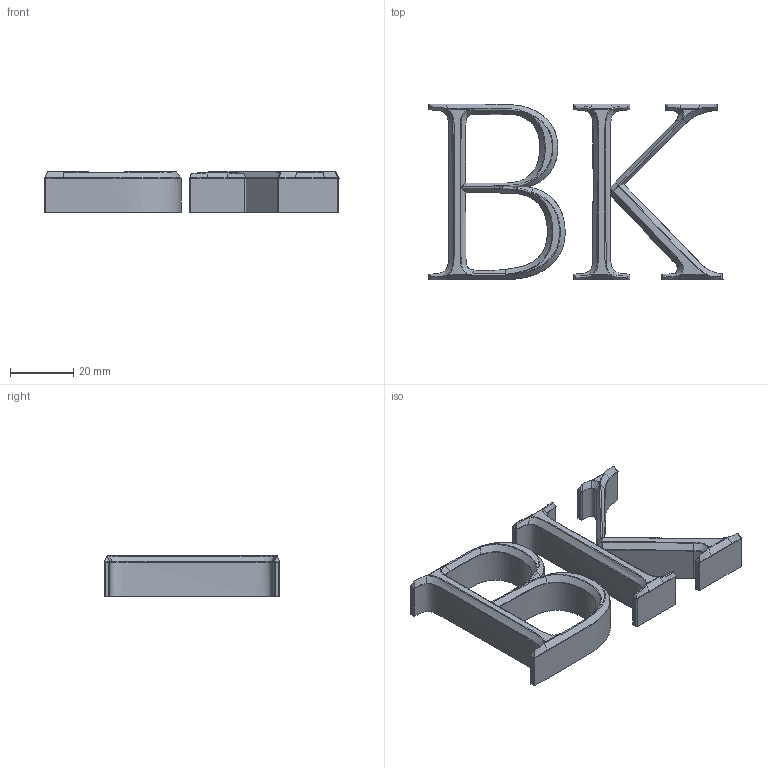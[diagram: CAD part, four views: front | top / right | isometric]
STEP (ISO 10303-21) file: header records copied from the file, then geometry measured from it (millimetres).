
FILE_DESCRIPTION(/* description */ (''),/* implementation_level */ '2;1');
FILE_NAME(/* name */ '2',/* time_stamp */ '2024-05-27T00:38:20+09:00',/* author */ (''),/* organization */ (''),/* preprocessor_version */ 'ST-DEVELOPER v15',/* originating_system */ '',/* authorisation */ '');
FILE_SCHEMA (('AUTOMOTIVE_DESIGN'));
Length unit declared in the file: millimetre
Products named in the file (1): Document
Bounding box: 93.14 x 55.62 x 12.86 mm (x, y, z)
Surface area: 11725.3 mm2 (no closed solid volume)
Topology: 0 solids, 3 shells, 225 faces, 703 edges, 412 vertices
Faces by surface type: bspline 206, plane 19
Entity records: 30111 total; most frequent: CARTESIAN_POINT 26648, ORIENTED_EDGE 1131, EDGE_CURVE 695, B_SPLINE_CURVE_WITH_KNOTS 412, VERTEX_POINT 409, EDGE_LOOP 219, ADVANCED_FACE 217, FACE_OUTER_BOUND 217
